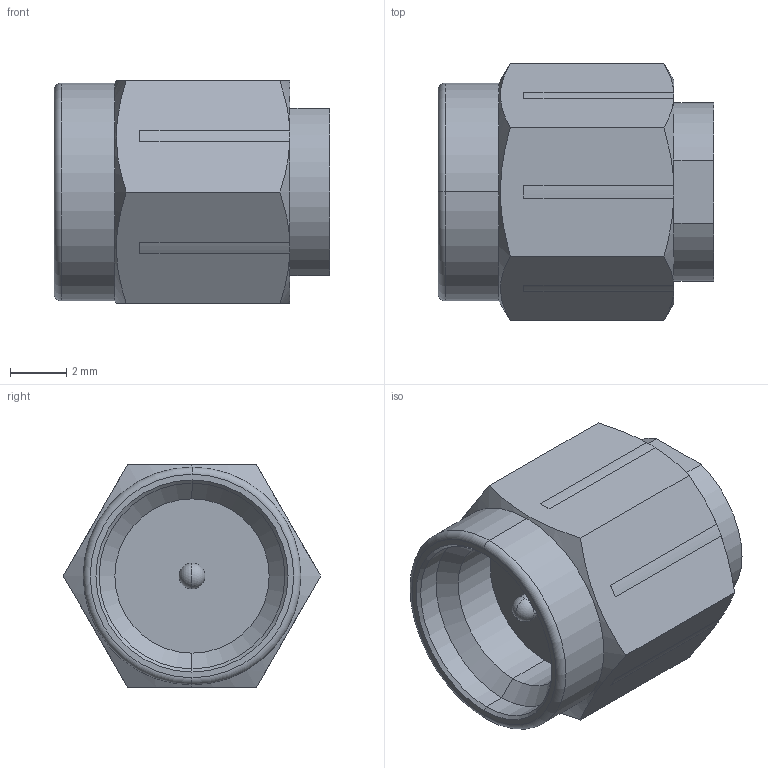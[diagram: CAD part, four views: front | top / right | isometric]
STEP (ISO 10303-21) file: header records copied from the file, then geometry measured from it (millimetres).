
FILE_DESCRIPTION (( 'STEP AP203' ), '1' );
FILE_NAME ('SF8015-6002.STEP', '2017-01-04T21:16:56', ( '' ), ( '' ), 'SwSTEP 2.0', 'SolidWorks 2016', '' );
FILE_SCHEMA (( 'CONFIG_CONTROL_DESIGN' ));
Length unit declared in the file: inch
Products named in the file (1): SF8015-6002
Bounding box: 9.8 x 9.15 x 7.94 mm (x, y, z)
Volume: 399.1 mm3; surface area: 404.2 mm2
Topology: 1 solids, 1 shells, 50 faces, 116 edges, 69 vertices
Faces by surface type: plane 18, cylinder 16, cone 12, sphere 2, torus 2
Entity records: 1545 total; most frequent: CARTESIAN_POINT 342, DIRECTION 244, ORIENTED_EDGE 228, EDGE_CURVE 114, AXIS2_PLACEMENT_3D 99, VERTEX_POINT 69, EDGE_LOOP 53, FACE_OUTER_BOUND 50
